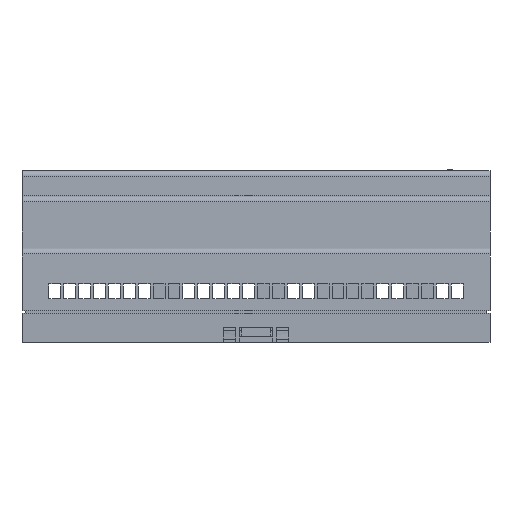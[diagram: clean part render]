
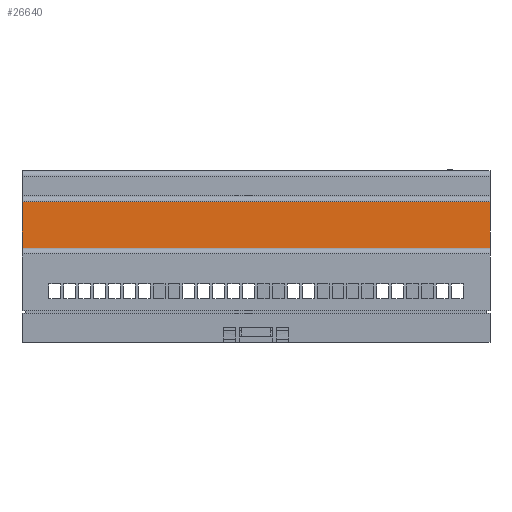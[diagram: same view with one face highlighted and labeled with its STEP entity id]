
A CAD part, front view. The second image highlights one B-rep face of the part: STEP entity #26640.
In plain terms, the highlighted face is planar.
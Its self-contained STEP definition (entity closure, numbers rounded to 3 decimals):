
#1256 = FACE_OUTER_BOUND ( 'NONE', #37561, .T. ) ;
#2994 = CARTESIAN_POINT ( 'NONE',  ( 157., 36.535, 33.979 ) ) ;
#3439 = VERTEX_POINT ( 'NONE', #32558 ) ;
#11921 = VERTEX_POINT ( 'NONE', #37785 ) ;
#14861 = AXIS2_PLACEMENT_3D ( 'NONE', #48470, #53127, #25727 ) ;
#15063 = LINE ( 'NONE', #2994, #39436 ) ;
#15553 = EDGE_CURVE ( 'NONE', #11921, #3439, #15063, .T. ) ;
#19039 = DIRECTION ( 'NONE',  ( 0., -1., 0.017 ) ) ;
#21062 = LINE ( 'NONE', #36137, #30407 ) ;
#25197 = CARTESIAN_POINT ( 'NONE',  ( 157., 21., 34.25 ) ) ;
#25727 = DIRECTION ( 'NONE',  ( 0., 1., -0.017 ) ) ;
#26147 = EDGE_CURVE ( 'NONE', #11921, #26401, #21062, .T. ) ;
#26297 = VECTOR ( 'NONE', #47939, 1000. ) ;
#26401 = VERTEX_POINT ( 'NONE', #28785 ) ;
#26640 = ADVANCED_FACE ( 'NONE', ( #1256 ), #43897, .F. ) ;
#26918 = LINE ( 'NONE', #28115, #37623 ) ;
#28115 = CARTESIAN_POINT ( 'NONE',  ( 0., 21., 34.25 ) ) ;
#28785 = CARTESIAN_POINT ( 'NONE',  ( 157., 21., 34.25 ) ) ;
#29562 = EDGE_CURVE ( 'NONE', #3439, #31604, #26918, .T. ) ;
#30407 = VECTOR ( 'NONE', #40738, 1000. ) ;
#30411 = EDGE_CURVE ( 'NONE', #26401, #31604, #38430, .T. ) ;
#31604 = VERTEX_POINT ( 'NONE', #58261 ) ;
#32268 = ORIENTED_EDGE ( 'NONE', *, *, #26147, .F. ) ;
#32558 = CARTESIAN_POINT ( 'NONE',  ( 0., 36.535, 33.979 ) ) ;
#34820 = DIRECTION ( 'NONE',  ( -1., 0., 0. ) ) ;
#36137 = CARTESIAN_POINT ( 'NONE',  ( 157., 21., 34.25 ) ) ;
#37561 = EDGE_LOOP ( 'NONE', ( #32268, #50594, #55711, #57363 ) ) ;
#37623 = VECTOR ( 'NONE', #19039, 1000. ) ;
#37785 = CARTESIAN_POINT ( 'NONE',  ( 157., 36.535, 33.979 ) ) ;
#38430 = LINE ( 'NONE', #25197, #26297 ) ;
#39436 = VECTOR ( 'NONE', #34820, 1000. ) ;
#40738 = DIRECTION ( 'NONE',  ( 0., -1., 0.017 ) ) ;
#43897 = PLANE ( 'NONE',  #14861 ) ;
#47939 = DIRECTION ( 'NONE',  ( -1., 0., 0. ) ) ;
#48470 = CARTESIAN_POINT ( 'NONE',  ( 157., 21., 34.25 ) ) ;
#50594 = ORIENTED_EDGE ( 'NONE', *, *, #15553, .T. ) ;
#53127 = DIRECTION ( 'NONE',  ( 0., -0.017, -1. ) ) ;
#55711 = ORIENTED_EDGE ( 'NONE', *, *, #29562, .T. ) ;
#57363 = ORIENTED_EDGE ( 'NONE', *, *, #30411, .F. ) ;
#58261 = CARTESIAN_POINT ( 'NONE',  ( 0., 21., 34.25 ) ) ;
